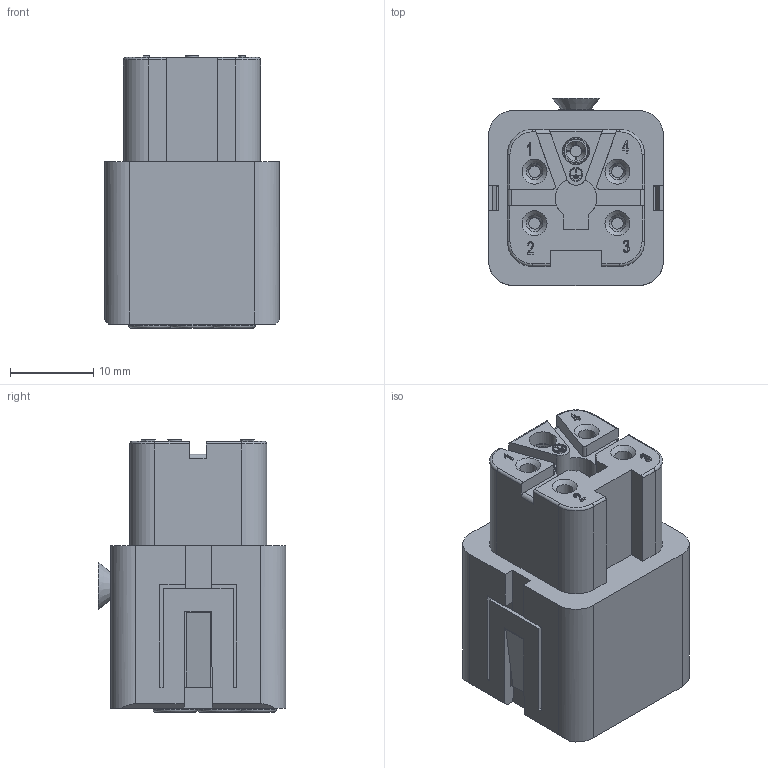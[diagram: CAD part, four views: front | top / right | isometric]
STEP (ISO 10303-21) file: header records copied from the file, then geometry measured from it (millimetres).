
FILE_DESCRIPTION(/* description */ (''),/* implementation_level */ '2;1');
FILE_NAME(/* name */ 'HA-004-FS.stp',/* time_stamp */ '2023-09-18T17:39:28+08:00',/* author */ (''),/* organization */ (''),/* preprocessor_version */ 'ST-DEVELOPER v16',/* originating_system */ 'SIEMENS PLM Software NX 10.0',/* authorisation */ '');
FILE_SCHEMA (('AUTOMOTIVE_DESIGN { 1 0 10303 214 3 1 1 1 }'));
Length unit declared in the file: millimetre
Products named in the file (1): Admi16F8F3C4yux5
Bounding box: 21 x 22.49 x 32.7 mm (x, y, z)
Volume: 7548 mm3; surface area: 10831.4 mm2
Topology: 1 solids, 4 shells, 881 faces, 2514 edges, 1638 vertices
Faces by surface type: plane 652, cylinder 141, cone 66, torus 14, extrusion 8
Full cylindrical faces by diameter (mm): 1.4 x7, 1.44 x1, 1.5 x1, 1.55 x1, 1.6 x2, 1.657 x1, 1.7 x4, 2 x6, 2.6 x3, 3.2 x5, 3.3 x1, 3.5 x2, 5.2 x4, 5.25 x1, 5.7 x1
Entity records: 30164 total; most frequent: CARTESIAN_POINT 5950, ORIENTED_EDGE 4770, DIRECTION 4605, EDGE_CURVE 2385, VECTOR 1729, LINE 1721, VERTEX_POINT 1585, AXIS2_PLACEMENT_3D 1438
